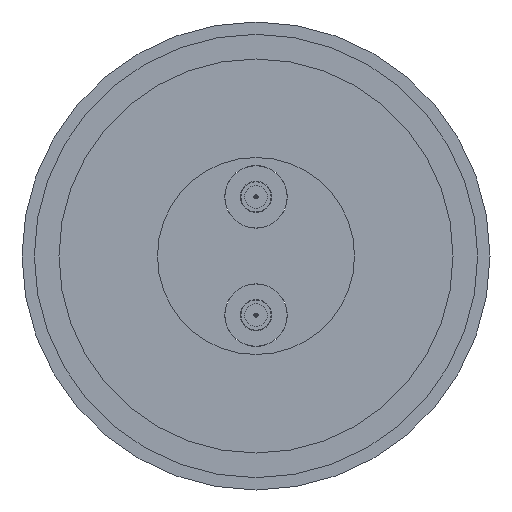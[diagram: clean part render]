
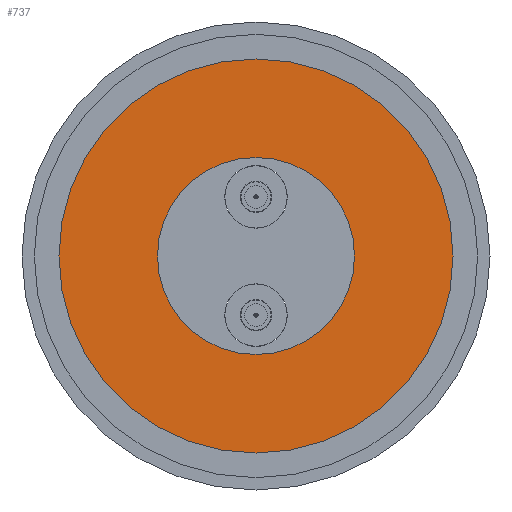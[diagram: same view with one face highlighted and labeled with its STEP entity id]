
A CAD part, front view. The second image highlights one B-rep face of the part: STEP entity #737.
In plain terms, the highlighted planar face has unit normal (0, -1, 0).
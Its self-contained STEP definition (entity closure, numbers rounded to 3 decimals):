
#76 = AXIS2_PLACEMENT_3D ( 'NONE', #1724, #1877, #748 ) ;
#86 = EDGE_CURVE ( 'NONE', #2088, #200, #545, .T. ) ;
#168 = DIRECTION ( 'NONE',  ( 0., 0., -1. ) ) ;
#200 = VERTEX_POINT ( 'NONE', #1989 ) ;
#233 = EDGE_LOOP ( 'NONE', ( #827, #979 ) ) ;
#236 = AXIS2_PLACEMENT_3D ( 'NONE', #1628, #1137, #680 ) ;
#268 = FACE_OUTER_BOUND ( 'NONE', #1484, .T. ) ;
#278 = VERTEX_POINT ( 'NONE', #1354 ) ;
#329 = VERTEX_POINT ( 'NONE', #1350 ) ;
#480 = DIRECTION ( 'NONE',  ( 0., -1., 0. ) ) ;
#499 = CIRCLE ( 'NONE', #1869, 20. ) ;
#545 = CIRCLE ( 'NONE', #654, 20. ) ;
#637 = CARTESIAN_POINT ( 'NONE',  ( 0., -12., 0. ) ) ;
#654 = AXIS2_PLACEMENT_3D ( 'NONE', #659, #1146, #1772 ) ;
#659 = CARTESIAN_POINT ( 'NONE',  ( 0., -12., 0. ) ) ;
#680 = DIRECTION ( 'NONE',  ( 0., 0., -1. ) ) ;
#737 = ADVANCED_FACE ( 'NONE', ( #1166, #268 ), #1623, .T. ) ;
#748 = DIRECTION ( 'NONE',  ( 0., 0., -1. ) ) ;
#827 = ORIENTED_EDGE ( 'NONE', *, *, #1839, .F. ) ;
#861 = CIRCLE ( 'NONE', #903, 40. ) ;
#903 = AXIS2_PLACEMENT_3D ( 'NONE', #637, #1755, #1258 ) ;
#979 = ORIENTED_EDGE ( 'NONE', *, *, #86, .F. ) ;
#1070 = EDGE_CURVE ( 'NONE', #329, #278, #2052, .T. ) ;
#1132 = CARTESIAN_POINT ( 'NONE',  ( 0., -12., 0. ) ) ;
#1137 = DIRECTION ( 'NONE',  ( 0., -1., 0. ) ) ;
#1146 = DIRECTION ( 'NONE',  ( 0., -1., 0. ) ) ;
#1155 = EDGE_CURVE ( 'NONE', #278, #329, #861, .T. ) ;
#1166 = FACE_BOUND ( 'NONE', #233, .T. ) ;
#1258 = DIRECTION ( 'NONE',  ( 0., 0., -1. ) ) ;
#1350 = CARTESIAN_POINT ( 'NONE',  ( 0., -12., -40. ) ) ;
#1354 = CARTESIAN_POINT ( 'NONE',  ( 0., -12., 40. ) ) ;
#1418 = ORIENTED_EDGE ( 'NONE', *, *, #1070, .T. ) ;
#1436 = CARTESIAN_POINT ( 'NONE',  ( 0., -12., 20. ) ) ;
#1484 = EDGE_LOOP ( 'NONE', ( #1418, #1556 ) ) ;
#1556 = ORIENTED_EDGE ( 'NONE', *, *, #1155, .T. ) ;
#1623 = PLANE ( 'NONE',  #236 ) ;
#1628 = CARTESIAN_POINT ( 'NONE',  ( 0., -12., -40. ) ) ;
#1724 = CARTESIAN_POINT ( 'NONE',  ( 0., -12., 0. ) ) ;
#1755 = DIRECTION ( 'NONE',  ( 0., -1., 0. ) ) ;
#1772 = DIRECTION ( 'NONE',  ( 0., 0., -1. ) ) ;
#1839 = EDGE_CURVE ( 'NONE', #200, #2088, #499, .T. ) ;
#1869 = AXIS2_PLACEMENT_3D ( 'NONE', #1132, #480, #168 ) ;
#1877 = DIRECTION ( 'NONE',  ( 0., -1., 0. ) ) ;
#1989 = CARTESIAN_POINT ( 'NONE',  ( 0., -12., -20. ) ) ;
#2052 = CIRCLE ( 'NONE', #76, 40. ) ;
#2088 = VERTEX_POINT ( 'NONE', #1436 ) ;
